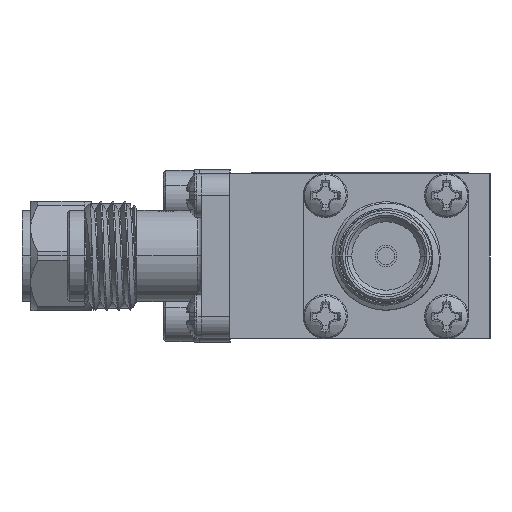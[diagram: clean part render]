
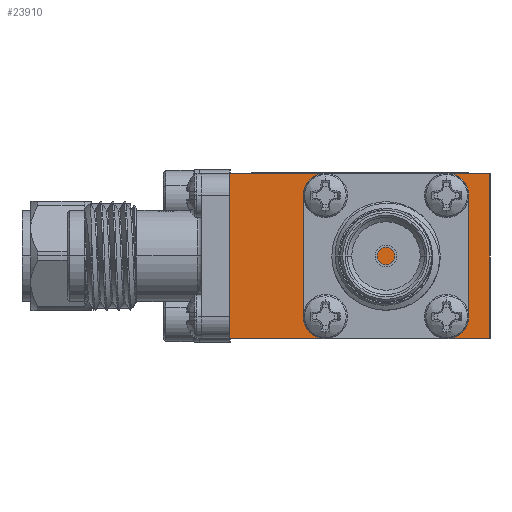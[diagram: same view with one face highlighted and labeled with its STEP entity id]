
A CAD part, left-side view. The second image highlights one B-rep face of the part: STEP entity #23910.
In plain terms, the highlighted planar face has unit normal (-1, 0, 0).
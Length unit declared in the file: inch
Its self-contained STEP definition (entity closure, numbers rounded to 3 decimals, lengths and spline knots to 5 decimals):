
#1712 = VECTOR ( 'NONE', #28131, 39.37008 ) ;
#5913 = ORIENTED_EDGE ( 'NONE', *, *, #26332, .F. ) ;
#10915 = LINE ( 'NONE', #58148, #12365 ) ;
#11176 = EDGE_CURVE ( 'NONE', #53473, #58775, #56403, .T. ) ;
#12365 = VECTOR ( 'NONE', #48590, 39.37008 ) ;
#15088 = VECTOR ( 'NONE', #39905, 39.37008 ) ;
#15617 = VERTEX_POINT ( 'NONE', #53410 ) ;
#15664 = AXIS2_PLACEMENT_3D ( 'NONE', #42570, #24216, #56213 ) ;
#18958 = ORIENTED_EDGE ( 'NONE', *, *, #50342, .F. ) ;
#21770 = CARTESIAN_POINT ( 'NONE',  ( -2.2, 0.3, 0.19 ) ) ;
#23910 = ADVANCED_FACE ( 'NONE', ( #43004 ), #28672, .F. ) ;
#24216 = DIRECTION ( 'NONE',  ( 1., 0., 0. ) ) ;
#25021 = DIRECTION ( 'NONE',  ( 0., -1., 0. ) ) ;
#26332 = EDGE_CURVE ( 'NONE', #53473, #33141, #31292, .T. ) ;
#28131 = DIRECTION ( 'NONE',  ( 0., 0., -1. ) ) ;
#28672 = PLANE ( 'NONE',  #15664 ) ;
#31292 = LINE ( 'NONE', #48279, #33445 ) ;
#31313 = ORIENTED_EDGE ( 'NONE', *, *, #11176, .T. ) ;
#31573 = EDGE_LOOP ( 'NONE', ( #35076, #18958, #5913, #31313 ) ) ;
#33141 = VERTEX_POINT ( 'NONE', #55938 ) ;
#33445 = VECTOR ( 'NONE', #25021, 39.37008 ) ;
#34986 = LINE ( 'NONE', #55863, #1712 ) ;
#35076 = ORIENTED_EDGE ( 'NONE', *, *, #43494, .T. ) ;
#39905 = DIRECTION ( 'NONE',  ( 0., 0., -1. ) ) ;
#41766 = CARTESIAN_POINT ( 'NONE',  ( -2.2, 0.3, 0.19 ) ) ;
#42570 = CARTESIAN_POINT ( 'NONE',  ( -2.2, -0.3, 0.19 ) ) ;
#43004 = FACE_OUTER_BOUND ( 'NONE', #31573, .T. ) ;
#43494 = EDGE_CURVE ( 'NONE', #58775, #15617, #10915, .T. ) ;
#43535 = CARTESIAN_POINT ( 'NONE',  ( -2.2, 0.3, -0.19 ) ) ;
#48279 = CARTESIAN_POINT ( 'NONE',  ( -2.2, -0.3, 0.19 ) ) ;
#48590 = DIRECTION ( 'NONE',  ( 0., -1., 0. ) ) ;
#50342 = EDGE_CURVE ( 'NONE', #33141, #15617, #34986, .T. ) ;
#53410 = CARTESIAN_POINT ( 'NONE',  ( -2.2, -0.3, -0.19 ) ) ;
#53473 = VERTEX_POINT ( 'NONE', #41766 ) ;
#55863 = CARTESIAN_POINT ( 'NONE',  ( -2.2, -0.3, 0.19 ) ) ;
#55938 = CARTESIAN_POINT ( 'NONE',  ( -2.2, -0.3, 0.19 ) ) ;
#56213 = DIRECTION ( 'NONE',  ( 0., 0., -1. ) ) ;
#56403 = LINE ( 'NONE', #21770, #15088 ) ;
#58148 = CARTESIAN_POINT ( 'NONE',  ( -2.2, -0.3, -0.19 ) ) ;
#58775 = VERTEX_POINT ( 'NONE', #43535 ) ;
